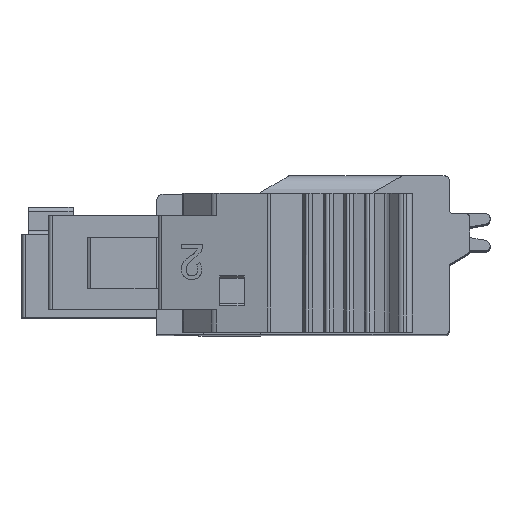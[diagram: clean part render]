
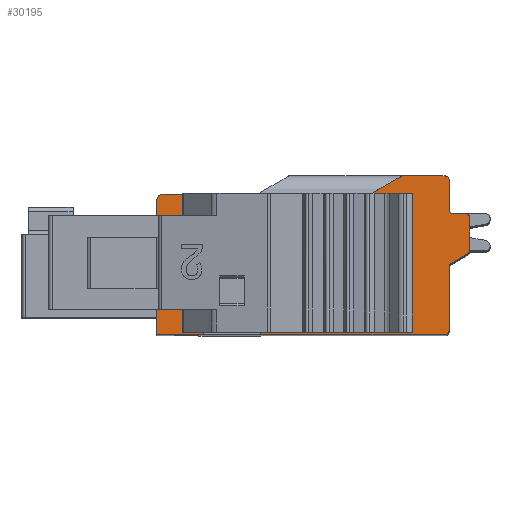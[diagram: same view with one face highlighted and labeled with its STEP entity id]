
A CAD part, top view. The second image highlights one B-rep face of the part: STEP entity #30195.
In plain terms, the highlighted planar face has unit normal (0, 0, 1).
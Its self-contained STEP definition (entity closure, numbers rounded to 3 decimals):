
#354=DIRECTION('',(0.,1.,0.));
#355=VECTOR('',#354,3.107);
#356=CARTESIAN_POINT('',(34.256,16.788,54.775));
#357=LINE('',#356,#355);
#2307=DIRECTION('',(1.,0.,0.));
#2308=VECTOR('',#2307,14.1);
#2309=CARTESIAN_POINT('',(19.956,16.588,54.775));
#2310=LINE('',#2309,#2308);
#2818=DIRECTION('',(-1.,0.,0.));
#2819=VECTOR('',#2818,2.497);
#2820=CARTESIAN_POINT('',(30.397,23.438,54.775));
#2821=LINE('',#2820,#2819);
#2840=DIRECTION('',(-1.,0.,0.));
#2841=VECTOR('',#2840,6.676);
#2842=CARTESIAN_POINT('',(26.932,23.438,54.775));
#2843=LINE('',#2842,#2841);
#2912=DIRECTION('',(-1.,0.,0.));
#2913=VECTOR('',#2912,2.1);
#2914=CARTESIAN_POINT('',(34.056,24.338,54.775));
#2915=LINE('',#2914,#2913);
#3190=DIRECTION('',(0.,1.,0.));
#3191=VECTOR('',#3190,1.45);
#3192=CARTESIAN_POINT('',(34.256,22.688,54.775));
#3193=LINE('',#3192,#3191);
#3578=DIRECTION('',(1.,0.,0.));
#3579=VECTOR('',#3578,0.968);
#3580=CARTESIAN_POINT('',(26.932,16.688,54.775));
#3581=LINE('',#3580,#3579);
#3582=DIRECTION('',(0.866,0.5,0.));
#3583=VECTOR('',#3582,1.8);
#3584=CARTESIAN_POINT('',(30.397,23.438,54.775));
#3585=LINE('',#3584,#3583);
#3586=CARTESIAN_POINT('',(34.056,24.138,54.775));
#3587=DIRECTION('',(0.,0.,-1.));
#3588=DIRECTION('',(0.,1.,0.));
#3589=AXIS2_PLACEMENT_3D('',#3586,#3587,#3588);
#3591=CARTESIAN_POINT('',(34.456,22.688,54.775));
#3592=DIRECTION('',(0.,0.,1.));
#3593=DIRECTION('',(-1.,0.,0.));
#3594=AXIS2_PLACEMENT_3D('',#3591,#3592,#3593);
#3596=CARTESIAN_POINT('',(35.056,22.288,54.775));
#3597=DIRECTION('',(0.,0.,-1.));
#3598=DIRECTION('',(0.,1.,0.));
#3599=AXIS2_PLACEMENT_3D('',#3596,#3597,#3598);
#3601=CARTESIAN_POINT('',(35.056,20.703,54.775));
#3602=DIRECTION('',(0.,0.,-1.));
#3603=DIRECTION('',(1.,0.,0.));
#3604=AXIS2_PLACEMENT_3D('',#3601,#3602,#3603);
#3606=DIRECTION('',(-0.866,-0.5,0.));
#3607=VECTOR('',#3606,0.924);
#3608=CARTESIAN_POINT('',(35.156,20.53,54.775));
#3609=LINE('',#3608,#3607);
#3610=CARTESIAN_POINT('',(34.456,19.895,54.775));
#3611=DIRECTION('',(0.,0.,1.));
#3612=DIRECTION('',(-0.5,0.866,0.));
#3613=AXIS2_PLACEMENT_3D('',#3610,#3611,#3612);
#3615=CARTESIAN_POINT('',(34.056,16.788,54.775));
#3616=DIRECTION('',(0.,0.,-1.));
#3617=DIRECTION('',(1.,0.,0.));
#3618=AXIS2_PLACEMENT_3D('',#3615,#3616,#3617);
#3620=CARTESIAN_POINT('',(20.256,23.138,54.775));
#3621=DIRECTION('',(0.,0.,-1.));
#3622=DIRECTION('',(-1.,-0.001,0.));
#3623=AXIS2_PLACEMENT_3D('',#3620,#3621,#3622);
#3625=DIRECTION('',(1.,0.,0.));
#3626=VECTOR('',#3625,1.721);
#3627=CARTESIAN_POINT('',(22.765,16.738,54.775));
#3628=LINE('',#3627,#3626);
#3629=DIRECTION('',(-1.,0.,0.));
#3630=VECTOR('',#3629,1.721);
#3631=CARTESIAN_POINT('',(24.486,22.468,54.775));
#3632=LINE('',#3631,#3630);
#3633=DIRECTION('',(0.,1.,0.));
#3634=VECTOR('',#3633,6.75);
#3635=CARTESIAN_POINT('',(26.932,16.688,54.775));
#3636=LINE('',#3635,#3634);
#3645=DIRECTION('',(0.,-1.,0.));
#3646=VECTOR('',#3645,6.75);
#3647=CARTESIAN_POINT('',(27.901,23.438,54.775));
#3648=LINE('',#3647,#3646);
#4389=DIRECTION('',(0.,1.,0.));
#4390=VECTOR('',#4389,5.73);
#4391=CARTESIAN_POINT('',(22.765,16.738,54.775));
#4392=LINE('',#4391,#4390);
#4401=DIRECTION('',(0.,-1.,0.));
#4402=VECTOR('',#4401,5.73);
#4403=CARTESIAN_POINT('',(24.486,22.468,54.775));
#4404=LINE('',#4403,#4402);
#5153=DIRECTION('',(-1.,0.,0.));
#5154=VECTOR('',#5153,0.6);
#5155=CARTESIAN_POINT('',(35.056,22.488,54.775));
#5156=LINE('',#5155,#5154);
#5169=DIRECTION('',(0.,1.,0.));
#5170=VECTOR('',#5169,1.585);
#5171=CARTESIAN_POINT('',(35.256,20.703,54.775));
#5172=LINE('',#5171,#5170);
#5189=DIRECTION('',(0.,-1.,0.));
#5190=VECTOR('',#5189,6.55);
#5191=CARTESIAN_POINT('',(19.956,23.138,54.775));
#5192=LINE('',#5191,#5190);
#19669=CARTESIAN_POINT('',(31.956,24.338,54.775));
#19670=VERTEX_POINT('',#19669);
#19671=CARTESIAN_POINT('',(30.397,23.438,54.775));
#19672=VERTEX_POINT('',#19671);
#19673=CARTESIAN_POINT('',(34.056,24.338,54.775));
#19675=VERTEX_POINT('',#19673);
#19980=CARTESIAN_POINT('',(34.256,24.138,54.775));
#19982=VERTEX_POINT('',#19980);
#20005=CARTESIAN_POINT('',(34.256,22.688,54.775));
#20006=VERTEX_POINT('',#20005);
#20275=CARTESIAN_POINT('',(34.256,16.788,54.775));
#20276=CARTESIAN_POINT('',(34.256,19.895,54.775));
#20277=VERTEX_POINT('',#20275);
#20278=VERTEX_POINT('',#20276);
#20775=CARTESIAN_POINT('',(19.956,16.588,54.775));
#20776=VERTEX_POINT('',#20775);
#20777=CARTESIAN_POINT('',(34.056,16.588,54.775));
#20778=VERTEX_POINT('',#20777);
#21035=CARTESIAN_POINT('',(27.901,23.438,54.775));
#21036=VERTEX_POINT('',#21035);
#21043=CARTESIAN_POINT('',(26.932,23.438,54.775));
#21044=VERTEX_POINT('',#21043);
#21045=CARTESIAN_POINT('',(20.256,23.438,54.775));
#21046=VERTEX_POINT('',#21045);
#21161=CARTESIAN_POINT('',(26.932,16.688,54.775));
#21162=VERTEX_POINT('',#21161);
#21163=CARTESIAN_POINT('',(27.901,16.688,54.775));
#21164=VERTEX_POINT('',#21163);
#21165=CARTESIAN_POINT('',(34.456,22.488,54.775));
#21166=VERTEX_POINT('',#21165);
#21167=CARTESIAN_POINT('',(35.056,22.488,54.775));
#21168=VERTEX_POINT('',#21167);
#21169=CARTESIAN_POINT('',(35.256,22.288,54.775));
#21170=VERTEX_POINT('',#21169);
#21171=CARTESIAN_POINT('',(35.256,20.703,54.775));
#21172=VERTEX_POINT('',#21171);
#21173=CARTESIAN_POINT('',(35.156,20.53,54.775));
#21174=VERTEX_POINT('',#21173);
#21175=CARTESIAN_POINT('',(34.356,20.068,54.775));
#21176=VERTEX_POINT('',#21175);
#21177=CARTESIAN_POINT('',(19.956,23.138,54.775));
#21178=VERTEX_POINT('',#21177);
#21179=CARTESIAN_POINT('',(22.765,16.738,54.775));
#21180=CARTESIAN_POINT('',(22.765,22.468,54.775));
#21181=VERTEX_POINT('',#21179);
#21182=VERTEX_POINT('',#21180);
#21183=CARTESIAN_POINT('',(24.486,16.738,54.775));
#21184=VERTEX_POINT('',#21183);
#21185=CARTESIAN_POINT('',(24.486,22.468,54.775));
#21186=VERTEX_POINT('',#21185);
#30146=CARTESIAN_POINT('',(26.228,21.108,54.775));
#30147=DIRECTION('',(0.,0.,1.));
#30148=DIRECTION('',(1.,0.,0.));
#30149=AXIS2_PLACEMENT_3D('',#30146,#30147,#30148);
#30150=PLANE('',#30149);
#30152=ORIENTED_EDGE('',*,*,#30151,.F.);
#30154=ORIENTED_EDGE('',*,*,#30153,.T.);
#30156=ORIENTED_EDGE('',*,*,#30155,.F.);
#30157=ORIENTED_EDGE('',*,*,#29115,.F.);
#30159=ORIENTED_EDGE('',*,*,#30158,.T.);
#30160=ORIENTED_EDGE('',*,*,#29275,.F.);
#30161=ORIENTED_EDGE('',*,*,#29643,.T.);
#30162=ORIENTED_EDGE('',*,*,#29677,.F.);
#30164=ORIENTED_EDGE('',*,*,#30163,.T.);
#30166=ORIENTED_EDGE('',*,*,#30165,.F.);
#30168=ORIENTED_EDGE('',*,*,#30167,.T.);
#30170=ORIENTED_EDGE('',*,*,#30169,.F.);
#30172=ORIENTED_EDGE('',*,*,#30171,.T.);
#30173=ORIENTED_EDGE('',*,*,#30138,.T.);
#30174=ORIENTED_EDGE('',*,*,#30127,.T.);
#30175=ORIENTED_EDGE('',*,*,#25344,.F.);
#30176=ORIENTED_EDGE('',*,*,#27987,.T.);
#30177=ORIENTED_EDGE('',*,*,#28005,.F.);
#30179=ORIENTED_EDGE('',*,*,#30178,.F.);
#30181=ORIENTED_EDGE('',*,*,#30180,.T.);
#30182=ORIENTED_EDGE('',*,*,#29125,.F.);
#30183=EDGE_LOOP('',(#30152,#30154,#30156,#30157,#30159,#30160,#30161,#30162,
#30164,#30166,#30168,#30170,#30172,#30173,#30174,#30175,#30176,#30177,#30179,
#30181,#30182));
#30184=FACE_OUTER_BOUND('',#30183,.F.);
#30186=ORIENTED_EDGE('',*,*,#30185,.F.);
#30188=ORIENTED_EDGE('',*,*,#30187,.T.);
#30190=ORIENTED_EDGE('',*,*,#30189,.F.);
#30192=ORIENTED_EDGE('',*,*,#30191,.T.);
#30193=EDGE_LOOP('',(#30186,#30188,#30190,#30192));
#30194=FACE_BOUND('',#30193,.F.);
#3590=CIRCLE('',#3589,0.2);
#3595=CIRCLE('',#3594,0.2);
#3600=CIRCLE('',#3599,0.2);
#3605=CIRCLE('',#3604,0.2);
#3614=CIRCLE('',#3613,0.2);
#3619=CIRCLE('',#3618,0.2);
#3624=CIRCLE('',#3623,0.3);
#25344=EDGE_CURVE('',#20277,#20278,#357,.T.);
#27987=EDGE_CURVE('',#20277,#20778,#3619,.T.);
#28005=EDGE_CURVE('',#20776,#20778,#2310,.T.);
#29115=EDGE_CURVE('',#19672,#21036,#2821,.T.);
#29125=EDGE_CURVE('',#21044,#21046,#2843,.T.);
#29275=EDGE_CURVE('',#19675,#19670,#2915,.T.);
#29643=EDGE_CURVE('',#19675,#19982,#3590,.T.);
#29677=EDGE_CURVE('',#20006,#19982,#3193,.T.);
#30127=EDGE_CURVE('',#21176,#20278,#3614,.T.);
#30138=EDGE_CURVE('',#21174,#21176,#3609,.T.);
#30151=EDGE_CURVE('',#21162,#21044,#3636,.T.);
#30153=EDGE_CURVE('',#21162,#21164,#3581,.T.);
#30155=EDGE_CURVE('',#21036,#21164,#3648,.T.);
#30158=EDGE_CURVE('',#19672,#19670,#3585,.T.);
#30163=EDGE_CURVE('',#20006,#21166,#3595,.T.);
#30165=EDGE_CURVE('',#21168,#21166,#5156,.T.);
#30167=EDGE_CURVE('',#21168,#21170,#3600,.T.);
#30169=EDGE_CURVE('',#21172,#21170,#5172,.T.);
#30171=EDGE_CURVE('',#21172,#21174,#3605,.T.);
#30178=EDGE_CURVE('',#21178,#20776,#5192,.T.);
#30180=EDGE_CURVE('',#21178,#21046,#3624,.T.);
#30185=EDGE_CURVE('',#21181,#21182,#4392,.T.);
#30187=EDGE_CURVE('',#21181,#21184,#3628,.T.);
#30189=EDGE_CURVE('',#21186,#21184,#4404,.T.);
#30191=EDGE_CURVE('',#21186,#21182,#3632,.T.);
#30195=ADVANCED_FACE('',(#30184,#30194),#30150,.T.);
